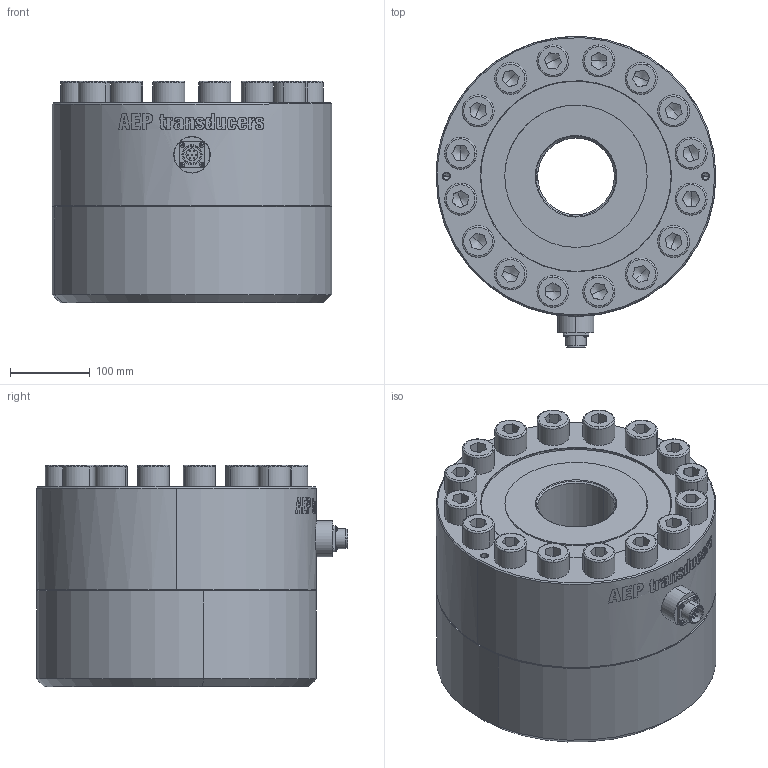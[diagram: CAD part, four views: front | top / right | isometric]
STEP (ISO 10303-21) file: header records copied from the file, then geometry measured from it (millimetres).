
FILE_DESCRIPTION(('STEP AP214'),'1');
FILE_NAME('NEW TC4 5MN with base.stp','2015-10-01T10:16:23',(' '),(' '),'Spatial InterOp 3D',' ',' ');
FILE_SCHEMA(('automotive_design'));
Length unit declared in the file: millimetre
Products named in the file (10): NEW TC4 5MN with base; Base plate; TC4 Ø350 body; Serie2; Screw M27×180; Box; Serie; M3 UNI 7687; Screws; MIL-C-5015 7 poles connector
Assembly tree (26 placements, depth 4):
  NEW TC4 5MN with base
    Base plate
    TC4 Ø350 body
    Serie2
      Screw M27×180  x16
    Box
    Screws
      Serie  x2
        M3 UNI 7687
    MIL-C-5015 7 poles connector
Bounding box: 350.1 x 389.04 x 277.2 mm (x, y, z)
Volume: 22339480.2 mm3; surface area: 1401816.8 mm2
Topology: 24 solids, 46 shells, 1037 faces, 2709 edges, 1765 vertices
Faces by surface type: plane 338, cylinder 304, cone 226, torus 88, bspline 73, sphere 8
Entity records: 22996 total; most frequent: CARTESIAN_POINT 7432, DIRECTION 2358, ORIENTED_EDGE 2336, EDGE_CURVE 1216, AXIS2_PLACEMENT_3D 946, VERTEX_POINT 850, EDGE_LOOP 584, CIRCLE 491
